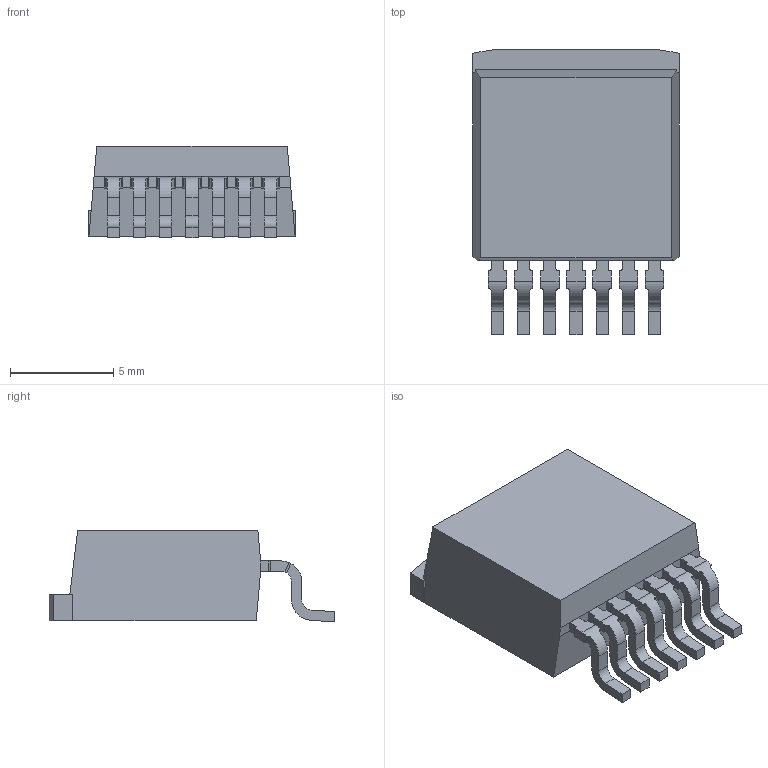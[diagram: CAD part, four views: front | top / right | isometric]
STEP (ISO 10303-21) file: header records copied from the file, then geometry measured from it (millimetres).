
FILE_DESCRIPTION(/* description */ ('Unknown'),/* implementation_level */ '2;1');
FILE_NAME(/* name */ 'TO263-7L B',/* time_stamp */ '2017-12-21T13:03:52+08:00',/* author */ ('Unknown'),/* organization */ ('Unknown'),/* preprocessor_version */ 'ST-DEVELOPER v16.7',/* originating_system */ 'DEX',/* authorisation */ $);
FILE_SCHEMA (('AUTOMOTIVE_DESIGN {1 0 10303 214 3 1 1}'));
Length unit declared in the file: millimetre
Products named in the file (4): TO263-7L B; CPD; Heat sink; Outside lead
Assembly tree (3 placements, depth 2):
  TO263-7L B
    CPD
    Heat sink
    Outside lead
Bounding box: 10 x 13.85 x 4.46 mm (x, y, z)
Volume: 406.8 mm3; surface area: 619.3 mm2
Topology: 9 solids, 9 shells, 216 faces, 594 edges, 396 vertices
Faces by surface type: plane 160, cylinder 56
Entity records: 8322 total; most frequent: CARTESIAN_POINT 1294, ORIENTED_EDGE 1188, DIRECTION 1118, EDGE_CURVE 594, LINE 454, VECTOR 454, VERTEX_POINT 396, AXIS2_PLACEMENT_3D 332
